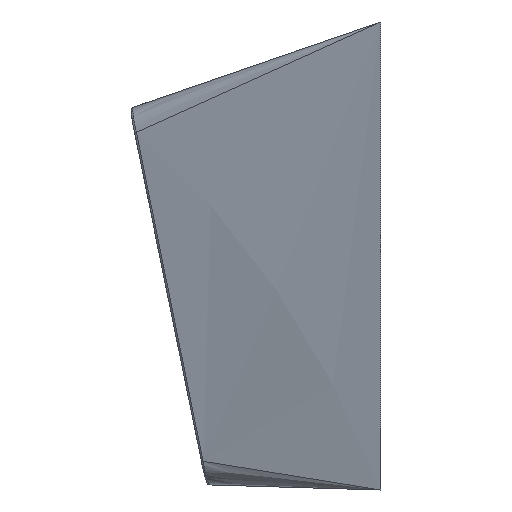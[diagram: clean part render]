
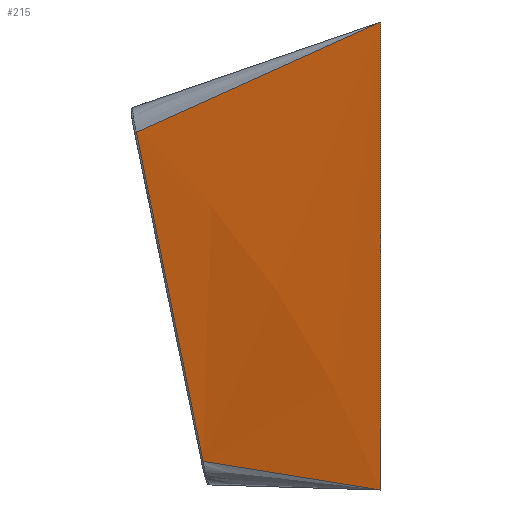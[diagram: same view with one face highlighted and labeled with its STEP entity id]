
A CAD part, left-side view. The second image highlights one B-rep face of the part: STEP entity #215.
In plain terms, the highlighted free-form (B-spline) face has degree [3, 1] with [6, 2] control points.
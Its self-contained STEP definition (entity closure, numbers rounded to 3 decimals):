
#133 = CARTESIAN_POINT ( 'NONE',  ( 0., 0., 3. ) ) ;
#215 = ADVANCED_FACE ( 'NONE', ( #2680 ), #3073, .T. ) ;
#259 = VERTEX_POINT ( 'NONE', #863 ) ;
#290 = CARTESIAN_POINT ( 'NONE',  ( 2.626, 7.843, 6.089 ) ) ;
#360 = CARTESIAN_POINT ( 'NONE',  ( 2.65, 9.175, 12.26 ) ) ;
#392 = CARTESIAN_POINT ( 'NONE',  ( 2.65, 6.72, 0.199 ) ) ;
#563 = CARTESIAN_POINT ( 'NONE',  ( 2.625, 7.591, 4.842 ) ) ;
#695 = CARTESIAN_POINT ( 'NONE',  ( 2.625, 7.338, 3.595 ) ) ;
#863 = CARTESIAN_POINT ( 'NONE',  ( 0., 0., 18. ) ) ;
#1038 = CARTESIAN_POINT ( 'NONE',  ( 0., 0., 0. ) ) ;
#1086 = CARTESIAN_POINT ( 'NONE',  ( 2.65, 9.666, 14.672 ) ) ;
#1128 = ORIENTED_EDGE ( 'NONE', *, *, #1143, .T. ) ;
#1131 = B_SPLINE_CURVE_WITH_KNOTS ( 'NONE', 3,
 ( #1261, #1723, #2475, #1038 ),
 .UNSPECIFIED., .F., .F.,
 ( 4, 4 ),
 ( 0.011, 1. ),
 .UNSPECIFIED. ) ;
#1143 = EDGE_CURVE ( 'NONE', #259, #2428, #2622, .T. ) ;
#1251 = CARTESIAN_POINT ( 'NONE',  ( 0., 0., 0. ) ) ;
#1261 = CARTESIAN_POINT ( 'NONE',  ( 2.623, 6.834, 1.101 ) ) ;
#1303 = EDGE_CURVE ( 'NONE', #1637, #2619, #1131, .T. ) ;
#1317 = CARTESIAN_POINT ( 'NONE',  ( 0., 0., 15. ) ) ;
#1464 = EDGE_CURVE ( 'NONE', #259, #2619, #2046, .T. ) ;
#1470 = CARTESIAN_POINT ( 'NONE',  ( 2.626, 8.096, 7.335 ) ) ;
#1526 = CARTESIAN_POINT ( 'NONE',  ( 2.65, 8.684, 9.848 ) ) ;
#1579 = DIRECTION ( 'NONE',  ( 0., 0., -1. ) ) ;
#1637 = VERTEX_POINT ( 'NONE', #2824 ) ;
#1669 = CARTESIAN_POINT ( 'NONE',  ( 2.629, 9.398, 13.757 ) ) ;
#1676 = EDGE_LOOP ( 'NONE', ( #1128, #1984, #2955, #2729 ) ) ;
#1716 = CARTESIAN_POINT ( 'NONE',  ( 0., 0., 18. ) ) ;
#1723 = CARTESIAN_POINT ( 'NONE',  ( 1.816, 4.666, 0.778 ) ) ;
#1740 = CARTESIAN_POINT ( 'NONE',  ( 1.83, 6.612, 15.035 ) ) ;
#1758 = CARTESIAN_POINT ( 'NONE',  ( 0., 0., 18. ) ) ;
#1975 = CARTESIAN_POINT ( 'NONE',  ( 2.629, 9.398, 13.757 ) ) ;
#1984 = ORIENTED_EDGE ( 'NONE', *, *, #2021, .T. ) ;
#2008 = B_SPLINE_CURVE_WITH_KNOTS ( 'NONE', 3,
 ( #2904, #3086, #2671, #2213, #1470, #290, #563, #695, #2927, #2365 ),
 .UNSPECIFIED., .F., .F.,
 ( 4, 3, 3, 4 ),
 ( 0., 0.005, 0.009, 0.013 ),
 .UNSPECIFIED. ) ;
#2021 = EDGE_CURVE ( 'NONE', #2428, #1637, #2008, .T. ) ;
#2046 = LINE ( 'NONE', #1758, #2454 ) ;
#2047 = CARTESIAN_POINT ( 'NONE',  ( 0., 0., 0. ) ) ;
#2057 = CARTESIAN_POINT ( 'NONE',  ( 0., 0., 6. ) ) ;
#2213 = CARTESIAN_POINT ( 'NONE',  ( 2.627, 8.349, 8.582 ) ) ;
#2277 = CARTESIAN_POINT ( 'NONE',  ( 2.65, 7.702, 5.024 ) ) ;
#2365 = CARTESIAN_POINT ( 'NONE',  ( 2.623, 6.834, 1.101 ) ) ;
#2428 = VERTEX_POINT ( 'NONE', #1669 ) ;
#2454 = VECTOR ( 'NONE', #1579, 1000. ) ;
#2475 = CARTESIAN_POINT ( 'NONE',  ( 0.942, 2.389, 0.41 ) ) ;
#2521 = CARTESIAN_POINT ( 'NONE',  ( 2.65, 7.211, 2.612 ) ) ;
#2619 = VERTEX_POINT ( 'NONE', #1251 ) ;
#2622 = B_SPLINE_CURVE_WITH_KNOTS ( 'NONE', 3,
 ( #1716, #2681, #1740, #1975 ),
 .UNSPECIFIED., .F., .F.,
 ( 4, 4 ),
 ( 0., 0.991 ),
 .UNSPECIFIED. ) ;
#2671 = CARTESIAN_POINT ( 'NONE',  ( 2.627, 8.698, 10.307 ) ) ;
#2680 = FACE_OUTER_BOUND ( 'NONE', #1676, .T. ) ;
#2681 = CARTESIAN_POINT ( 'NONE',  ( 0.954, 3.479, 16.45 ) ) ;
#2729 = ORIENTED_EDGE ( 'NONE', *, *, #1464, .F. ) ;
#2736 = CARTESIAN_POINT ( 'NONE',  ( 0., 0., 12. ) ) ;
#2824 = CARTESIAN_POINT ( 'NONE',  ( 2.623, 6.834, 1.101 ) ) ;
#2904 = CARTESIAN_POINT ( 'NONE',  ( 2.629, 9.398, 13.757 ) ) ;
#2927 = CARTESIAN_POINT ( 'NONE',  ( 2.624, 7.086, 2.348 ) ) ;
#2955 = ORIENTED_EDGE ( 'NONE', *, *, #1303, .T. ) ;
#3000 = CARTESIAN_POINT ( 'NONE',  ( 0., 0., 18. ) ) ;
#3073 = B_SPLINE_SURFACE_WITH_KNOTS ( 'NONE', 3, 1, ( 
 ( #2047, #392 ),
 ( #133, #2521 ),
 ( #2057, #2277 ),
 ( #2736, #1526 ),
 ( #1317, #360 ),
 ( #3000, #1086 ) ),
 .UNSPECIFIED., .F., .F., .F.,
 ( 4, 2, 4 ),
 ( 2, 2 ),
 ( 0., 0.5, 1. ),
 ( 0., 1. ),
 .UNSPECIFIED. ) ;
#3086 = CARTESIAN_POINT ( 'NONE',  ( 2.628, 9.048, 12.032 ) ) ;
